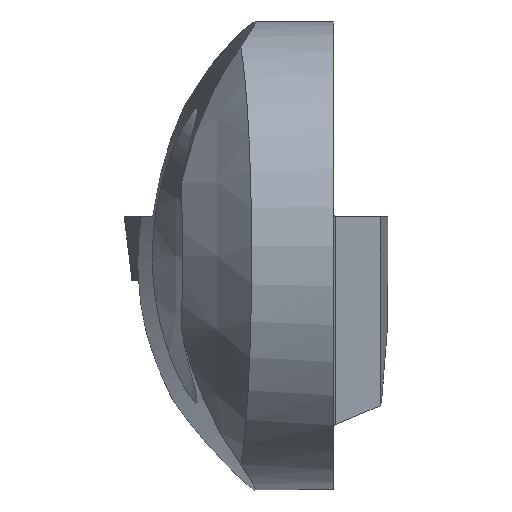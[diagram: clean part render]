
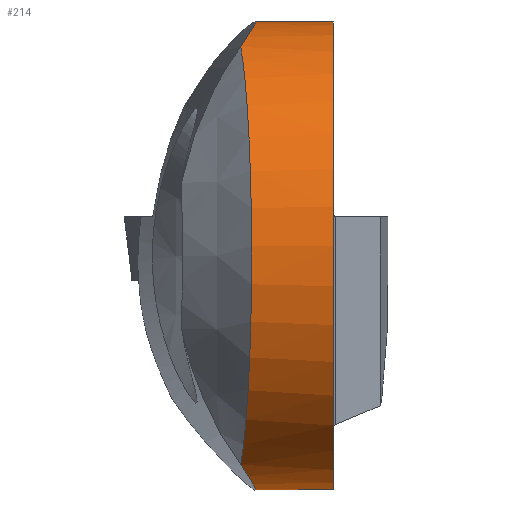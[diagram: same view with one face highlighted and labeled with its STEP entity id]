
A CAD part, top view. The second image highlights one B-rep face of the part: STEP entity #214.
In plain terms, the highlighted cylindrical face has radius 11.75 mm (diameter 23.5 mm), a partial arc.
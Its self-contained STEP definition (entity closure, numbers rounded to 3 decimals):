
#153=CIRCLE('',#1062,11.75);
#214=ADVANCED_FACE('',(#278),#259,.T.);
#259=CYLINDRICAL_SURFACE('',#1063,11.75);
#278=FACE_OUTER_BOUND('',#318,.T.);
#318=EDGE_LOOP('',(#598,#599,#600,#601,#602,#603));
#400=LINE('',#1575,#466);
#402=LINE('',#1587,#468);
#466=VECTOR('',#1214,1.);
#468=VECTOR('',#1218,1.);
#507=B_SPLINE_CURVE_WITH_KNOTS('',3,(#1433,#1434,#1435,#1436,#1437,#1438),
 .UNSPECIFIED.,.F.,.F.,(4,2,4),(0.,0.5,1.),.UNSPECIFIED.);
#511=B_SPLINE_CURVE_WITH_KNOTS('',3,(#1475,#1476,#1477,#1478),
 .UNSPECIFIED.,.F.,.F.,(4,4),(0.,1.),.UNSPECIFIED.);
#517=B_SPLINE_CURVE_WITH_KNOTS('',3,(#1616,#1617,#1618,#1619,#1620,#1621,
#1622,#1623,#1624,#1625),.UNSPECIFIED.,.F.,.F.,(4,2,2,2,4),(0.,0.25,0.5,
0.75,1.),.UNSPECIFIED.);
#598=ORIENTED_EDGE('',*,*,#894,.F.);
#599=ORIENTED_EDGE('',*,*,#842,.T.);
#600=ORIENTED_EDGE('',*,*,#885,.T.);
#601=ORIENTED_EDGE('',*,*,#895,.T.);
#602=ORIENTED_EDGE('',*,*,#888,.F.);
#603=ORIENTED_EDGE('',*,*,#846,.T.);
#759=VERTEX_POINT('',#1432);
#760=VERTEX_POINT('',#1439);
#763=VERTEX_POINT('',#1474);
#764=VERTEX_POINT('',#1479);
#791=VERTEX_POINT('',#1574);
#794=VERTEX_POINT('',#1588);
#842=EDGE_CURVE('',#760,#759,#507,.T.);
#846=EDGE_CURVE('',#764,#763,#511,.T.);
#885=EDGE_CURVE('',#759,#791,#400,.T.);
#888=EDGE_CURVE('',#764,#794,#402,.T.);
#894=EDGE_CURVE('',#760,#763,#517,.T.);
#895=EDGE_CURVE('',#791,#794,#153,.T.);
#1062=AXIS2_PLACEMENT_3D('',#1626,#1227,#1228);
#1063=AXIS2_PLACEMENT_3D('',#1627,#1229,#1230);
#1214=DIRECTION('',(1.,0.,0.));
#1218=DIRECTION('',(1.,0.,0.));
#1227=DIRECTION('',(-1.,0.,0.));
#1228=DIRECTION('',(0.,0.,1.));
#1229=DIRECTION('',(1.,0.,0.));
#1230=DIRECTION('',(0.,0.,-1.));
#1432=CARTESIAN_POINT('',(-4.47,-11.349,-3.042));
#1433=CARTESIAN_POINT('',(-4.646,-10.493,5.288));
#1434=CARTESIAN_POINT('',(-4.253,-11.118,4.047));
#1435=CARTESIAN_POINT('',(-3.96,-11.537,2.65));
#1436=CARTESIAN_POINT('',(-3.867,-11.836,-0.213));
#1437=CARTESIAN_POINT('',(-4.075,-11.714,-1.681));
#1438=CARTESIAN_POINT('',(-4.47,-11.349,-3.042));
#1439=CARTESIAN_POINT('',(-4.646,-10.493,5.288));
#1474=CARTESIAN_POINT('',(-4.646,10.493,5.288));
#1475=CARTESIAN_POINT('',(-3.931,11.75,0.));
#1476=CARTESIAN_POINT('',(-3.817,11.75,1.871));
#1477=CARTESIAN_POINT('',(-4.142,11.295,3.697));
#1478=CARTESIAN_POINT('',(-4.646,10.493,5.288));
#1479=CARTESIAN_POINT('',(-3.931,11.75,0.));
#1574=CARTESIAN_POINT('',(0.,-11.349,-3.042));
#1575=CARTESIAN_POINT('',(-12.,-11.349,-3.042));
#1587=CARTESIAN_POINT('',(-12.,11.75,0.));
#1588=CARTESIAN_POINT('',(0.,11.75,0.));
#1616=CARTESIAN_POINT('',(-4.646,-10.493,5.288));
#1617=CARTESIAN_POINT('',(-4.48,-9.522,7.214));
#1618=CARTESIAN_POINT('',(-4.34,-7.996,8.875));
#1619=CARTESIAN_POINT('',(-4.151,-4.33,11.133));
#1620=CARTESIAN_POINT('',(-4.1,-2.179,11.75));
#1621=CARTESIAN_POINT('',(-4.1,2.181,11.75));
#1622=CARTESIAN_POINT('',(-4.151,4.326,11.135));
#1623=CARTESIAN_POINT('',(-4.34,7.998,8.874));
#1624=CARTESIAN_POINT('',(-4.48,9.525,7.209));
#1625=CARTESIAN_POINT('',(-4.646,10.493,5.288));
#1626=CARTESIAN_POINT('',(0.,0.,0.));
#1627=CARTESIAN_POINT('',(-12.,0.,0.));
